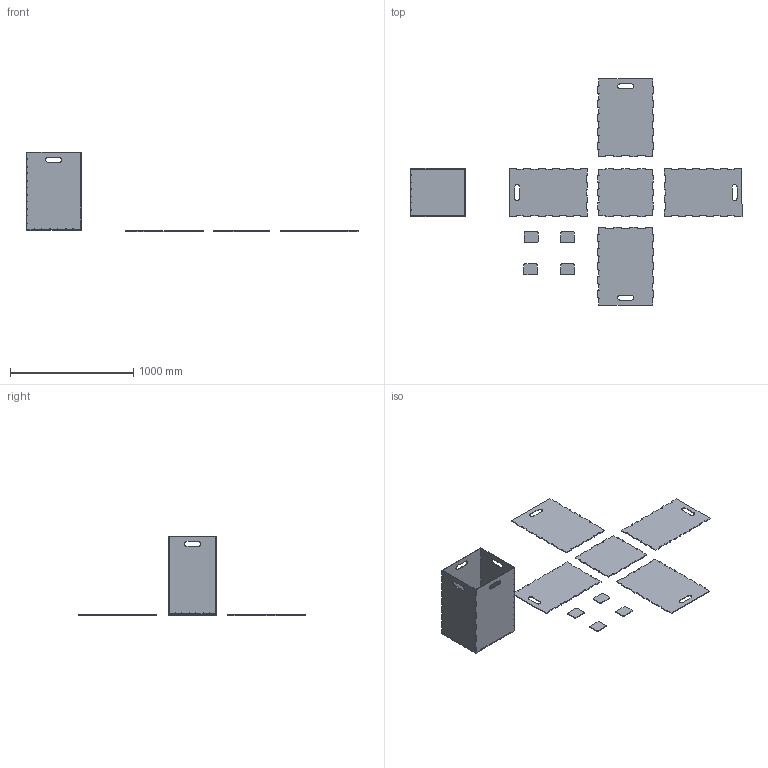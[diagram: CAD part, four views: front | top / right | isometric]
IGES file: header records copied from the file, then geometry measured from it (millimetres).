
Global section: file name: 47HBINS .igs; native system: Rhinoceros ( Dec 15 2018 ); preprocessor: Trout Lake IGES 012 Dec 15 2018; date: 210701.130235; units: millimetre
Bounding box: 2696.5 x 1836.38 x 642 mm (x, y, z)
Surface area: 5073686.4 mm2 (no closed solid volume)
Topology: 0 solids, 0 shells, 940 faces, 7724 edges, 7724 vertices
Faces by surface type: bspline 940
